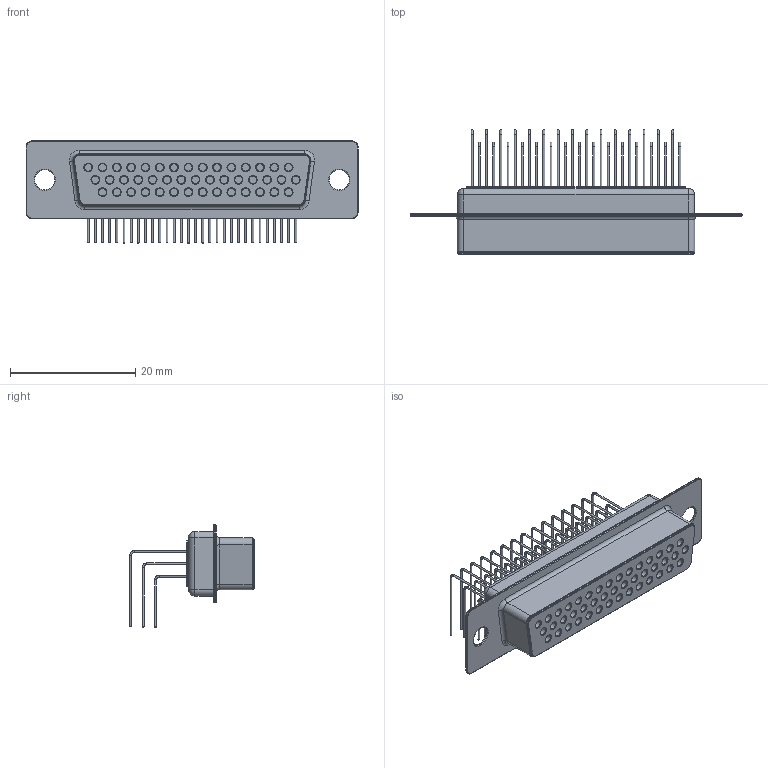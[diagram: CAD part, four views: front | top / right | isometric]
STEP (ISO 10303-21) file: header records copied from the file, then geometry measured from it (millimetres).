
FILE_DESCRIPTION(/* description */ ('model of DSUB-44-HD_Female_Horizontal_P2.29x1.98mm_EdgePinOffset9.40mm'),/* implementation_level */ '2;1');
FILE_NAME(/* name */ 'DSUB-44-HD_Female_Horizontal_P2.29x1.98mm_EdgePinOffset9.40mm.step',/* time_stamp */ '2019-01-05T14:22:36',/* author */ ('kicad StepUp','ksu'),/* organization */ ('FreeCAD'),/* preprocessor_version */ 'OCC',/* originating_system */ 'kicad StepUp',/* authorisation */ '');
FILE_SCHEMA(('AUTOMOTIVE_DESIGN { 1 0 10303 214 1 1 1 1 }'));
Length unit declared in the file: millimetre
Products named in the file (1): DSUB_92_female
Bounding box: 53.1 x 19.91 x 16.4 mm (x, y, z)
Volume: 3624.4 mm3; surface area: 4360.3 mm2
Topology: 1 solids, 2 shells, 503 faces, 992 edges, 580 vertices
Faces by surface type: cylinder 214, plane 125, torus 60, cone 52, revolution 48, sphere 4
Full cylindrical faces by diameter (mm): 0.3 x132, 1.2 x44, 3.2 x2
Entity records: 10299 total; most frequent: CARTESIAN_POINT 2045, ORIENTED_EDGE 1676, AXIS2_PLACEMENT_3D 989, EDGE_CURVE 986, FACE_BOUND 686, EDGE_LOOP 686, CIRCLE 636, VERTEX_POINT 580
